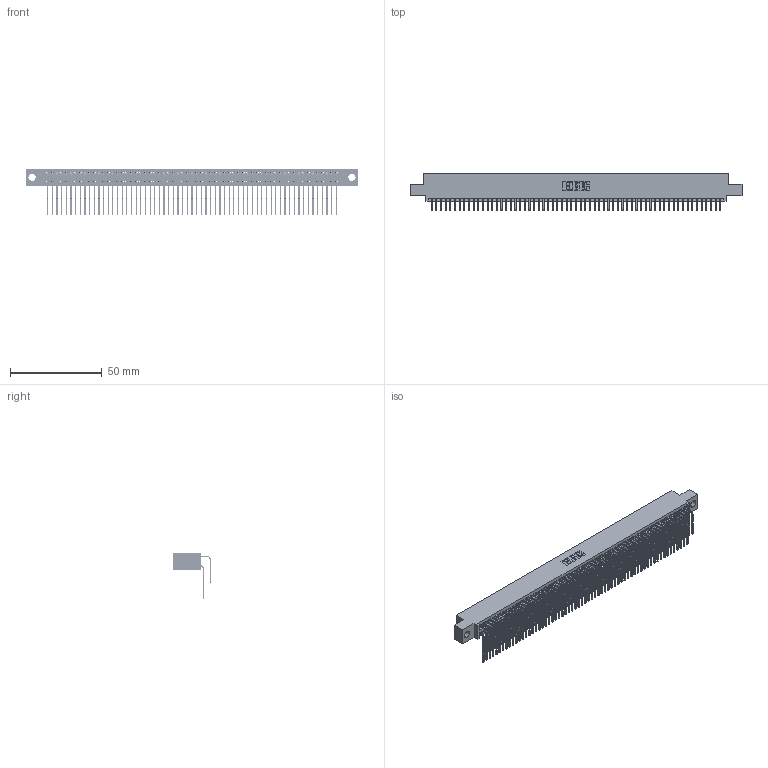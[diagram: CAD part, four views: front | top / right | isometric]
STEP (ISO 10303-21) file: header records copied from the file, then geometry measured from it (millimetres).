
FILE_DESCRIPTION (( 'STEP AP203' ), '1' );
FILE_NAME ('345-126-559-504.STEP', '2018-10-19T18:01:49', ( '' ), ( '' ), 'SwSTEP 2.0', 'SolidWorks 2016', '' );
FILE_SCHEMA (( 'CONFIG_CONTROL_DESIGN' ));
Length unit declared in the file: inch
Products named in the file (4): 345-292-001_558 559 Tail - 1; 345-126-559-504; 345 Part_0.110 Offset - 0.156 Dia-TH; 345-292-001_559 Tail - 2
Assembly tree (127 placements, depth 2):
  345-126-559-504
    345 Part_0.110 Offset - 0.156 Dia-TH
    345-292-001_558 559 Tail - 1  x63
    345-292-001_559 Tail - 2  x63
Bounding box: 181.23 x 20.56 x 25.53 mm (x, y, z)
Volume: 18365.3 mm3; surface area: 30879.7 mm2
Topology: 127 solids, 127 shells, 6682 faces, 19883 edges, 13086 vertices
Faces by surface type: plane 4494, cylinder 2188
Entity records: 48391 total; most frequent: CARTESIAN_POINT 8139, ORIENTED_EDGE 8022, DIRECTION 7123, EDGE_CURVE 4011, LINE 3587, VECTOR 3587, VERTEX_POINT 2670, AXIS2_PLACEMENT_3D 1768
